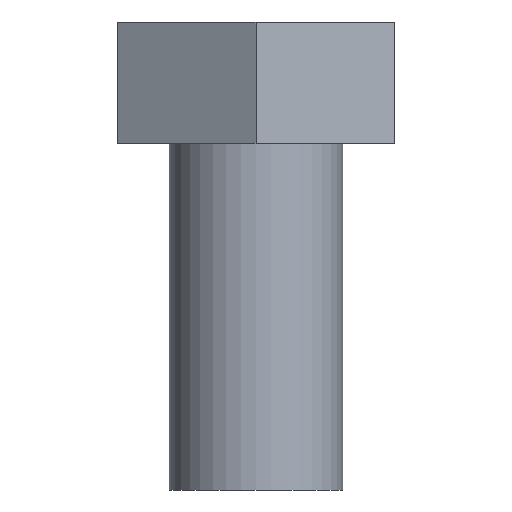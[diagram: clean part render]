
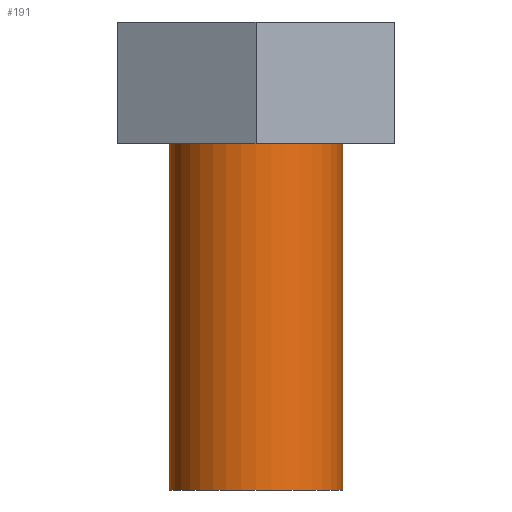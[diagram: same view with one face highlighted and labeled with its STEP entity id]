
A CAD part, front view. The second image highlights one B-rep face of the part: STEP entity #191.
In plain terms, the highlighted cylindrical face has radius 2.5 mm (diameter 5 mm), a partial arc.
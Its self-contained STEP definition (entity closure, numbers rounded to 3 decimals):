
#1 = AXIS2_PLACEMENT_3D ( 'NONE', #3, #4, #5 ) ;
#2 = CIRCLE ( 'NONE', #1, 2.5 ) ;
#3 = CARTESIAN_POINT ( 'NONE',  ( 0., 0., 0. ) ) ;
#4 = DIRECTION ( 'NONE',  ( 0., 0., -1. ) ) ;
#5 = DIRECTION ( 'NONE',  ( 1., 0., 0. ) ) ;
#22 = EDGE_CURVE ( 'NONE', #113, #110, #2, .T. ) ;
#99 = ORIENTED_EDGE ( 'NONE', *, *, #109, .F. ) ;
#104 = ORIENTED_EDGE ( 'NONE', *, *, #128, .T. ) ;
#109 = EDGE_CURVE ( 'NONE', #139, #110, #364, .T. ) ;
#110 = VERTEX_POINT ( 'NONE', #415 ) ;
#113 = VERTEX_POINT ( 'NONE', #409 ) ;
#128 = EDGE_CURVE ( 'NONE', #140, #113, #290, .T. ) ;
#139 = VERTEX_POINT ( 'NONE', #246 ) ;
#140 = VERTEX_POINT ( 'NONE', #275 ) ;
#168 = ORIENTED_EDGE ( 'NONE', *, *, #22, .T. ) ;
#171 = ORIENTED_EDGE ( 'NONE', *, *, #172, .F. ) ;
#172 = EDGE_CURVE ( 'NONE', #140, #139, #267, .T. ) ;
#191 = ADVANCED_FACE ( 'NONE', ( #420 ), #425, .T. ) ;
#192 = EDGE_LOOP ( 'NONE', ( #99, #171, #104, #168 ) ) ;
#246 = CARTESIAN_POINT ( 'NONE',  ( -2.5, 0., -10. ) ) ;
#264 = DIRECTION ( 'NONE',  ( -1., 0., 0. ) ) ;
#265 = DIRECTION ( 'NONE',  ( 0., 0., -1. ) ) ;
#266 = AXIS2_PLACEMENT_3D ( 'NONE', #272, #265, #264 ) ;
#267 = CIRCLE ( 'NONE', #266, 2.5 ) ;
#272 = CARTESIAN_POINT ( 'NONE',  ( 0., 0., -10. ) ) ;
#275 = CARTESIAN_POINT ( 'NONE',  ( 2.5, 0., -10. ) ) ;
#287 = DIRECTION ( 'NONE',  ( 0., 0., 1. ) ) ;
#288 = VECTOR ( 'NONE', #287, 1000. ) ;
#289 = CARTESIAN_POINT ( 'NONE',  ( 2.5, 0., -10. ) ) ;
#290 = LINE ( 'NONE', #289, #288 ) ;
#364 = LINE ( 'NONE', #369, #417 ) ;
#369 = CARTESIAN_POINT ( 'NONE',  ( -2.5, 0., -10. ) ) ;
#409 = CARTESIAN_POINT ( 'NONE',  ( 2.5, 0., 0. ) ) ;
#415 = CARTESIAN_POINT ( 'NONE',  ( -2.5, 0., 0. ) ) ;
#416 = DIRECTION ( 'NONE',  ( 0., 0., 1. ) ) ;
#417 = VECTOR ( 'NONE', #416, 1000. ) ;
#420 = FACE_OUTER_BOUND ( 'NONE', #192, .T. ) ;
#422 = DIRECTION ( 'NONE',  ( 0., 0., 1. ) ) ;
#423 = CARTESIAN_POINT ( 'NONE',  ( 0., 0., -10. ) ) ;
#424 = AXIS2_PLACEMENT_3D ( 'NONE', #423, #422, #486 ) ;
#425 = CYLINDRICAL_SURFACE ( 'NONE', #424, 2.5 ) ;
#486 = DIRECTION ( 'NONE',  ( 1., 0., 0. ) ) ;
